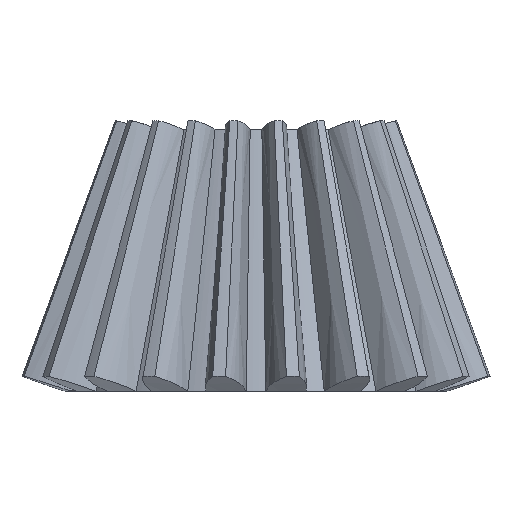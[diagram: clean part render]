
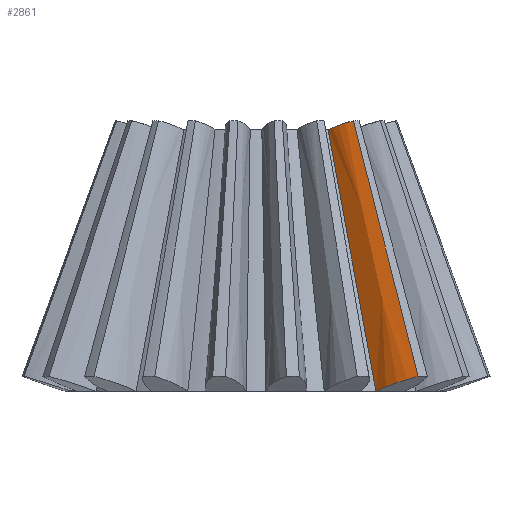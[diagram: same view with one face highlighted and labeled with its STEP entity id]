
A CAD part, front view. The second image highlights one B-rep face of the part: STEP entity #2861.
In plain terms, the highlighted free-form (B-spline) face has degree [3, 3] with [6, 4] control points.
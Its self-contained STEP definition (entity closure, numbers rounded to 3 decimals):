
#504=CARTESIAN_POINT('',(16.706,-20.68,-91.138));
#505=VERTEX_POINT('',#504);
#513=CARTESIAN_POINT('',(10.031,-12.419,-54.729));
#514=VERTEX_POINT('',#513);
#515=CARTESIAN_POINT('',(16.706,-20.68,-91.138));
#516=CARTESIAN_POINT('',(15.584,-19.291,-85.017));
#517=CARTESIAN_POINT('',(14.461,-17.902,-78.895));
#518=CARTESIAN_POINT('',(12.236,-15.149,-66.758));
#519=CARTESIAN_POINT('',(11.133,-13.784,-60.743));
#520=CARTESIAN_POINT('',(10.031,-12.419,-54.729));
#521=B_SPLINE_CURVE_WITH_KNOTS('',3,(#515,#516,#517,#518,#519,#520),.UNSPECIFIED.,.F.,.U.,(4,2,4),(0.,19.131,37.927),.UNSPECIFIED.);
#522=EDGE_CURVE('',#505,#514,#521,.T.);
#2798=CARTESIAN_POINT('',(16.229,-20.141,-91.389));
#2799=CARTESIAN_POINT('',(14.054,-17.442,-79.11));
#2800=CARTESIAN_POINT('',(11.88,-14.743,-66.831));
#2801=CARTESIAN_POINT('',(9.705,-12.045,-54.552));
#2802=CARTESIAN_POINT('',(17.279,-21.411,-90.84));
#2803=CARTESIAN_POINT('',(14.964,-18.542,-78.635));
#2804=CARTESIAN_POINT('',(12.649,-15.673,-66.43));
#2805=CARTESIAN_POINT('',(10.333,-12.805,-54.224));
#2806=CARTESIAN_POINT('',(18.63,-22.436,-90.3));
#2807=CARTESIAN_POINT('',(16.134,-19.429,-78.167));
#2808=CARTESIAN_POINT('',(13.637,-16.423,-66.034));
#2809=CARTESIAN_POINT('',(11.141,-13.417,-53.901));
#2810=CARTESIAN_POINT('',(21.678,-23.797,-89.335));
#2811=CARTESIAN_POINT('',(18.773,-20.608,-77.332));
#2812=CARTESIAN_POINT('',(15.869,-17.42,-65.328));
#2813=CARTESIAN_POINT('',(12.964,-14.231,-53.324));
#2814=CARTESIAN_POINT('',(23.373,-24.134,-88.912));
#2815=CARTESIAN_POINT('',(20.241,-20.9,-76.965));
#2816=CARTESIAN_POINT('',(17.11,-17.666,-65.018));
#2817=CARTESIAN_POINT('',(13.978,-14.432,-53.071));
#2818=CARTESIAN_POINT('',(25.08,-24.095,-88.589));
#2819=CARTESIAN_POINT('',(21.719,-20.866,-76.685));
#2820=CARTESIAN_POINT('',(18.359,-17.638,-64.781));
#2821=CARTESIAN_POINT('',(14.998,-14.409,-52.878));
#2822=B_SPLINE_SURFACE_WITH_KNOTS('',3,3,((#2798,#2799,#2800,#2801),(#2802,#2803,#2804,#2805),(#2806,#2807,#2808,#2809),(#2810,#2811,#2812,#2813),(#2814,#2815,#2816,#2817),(#2818,#2819,#2820,#2821)),.UNSPECIFIED.,.F.,.F.,.U.,(4,2,4),(4,4),(0.,0.5,1.),(0.,1.),.UNSPECIFIED.);
#2823=CARTESIAN_POINT('',(22.57,-23.863,-89.051));
#2824=VERTEX_POINT('',#2823);
#2825=CARTESIAN_POINT('',(16.706,-20.68,-91.138));
#2826=CARTESIAN_POINT('',(17.064,-21.057,-90.966));
#2827=CARTESIAN_POINT('',(17.45,-21.409,-90.794));
#2828=CARTESIAN_POINT('',(18.46,-22.203,-90.375));
#2829=CARTESIAN_POINT('',(19.11,-22.61,-90.132));
#2830=CARTESIAN_POINT('',(20.676,-23.373,-89.599));
#2831=CARTESIAN_POINT('',(21.608,-23.681,-89.316));
#2832=CARTESIAN_POINT('',(22.57,-23.863,-89.051));
#2833=B_SPLINE_CURVE_WITH_KNOTS('',3,(#2825,#2826,#2827,#2828,#2829,#2830,#2831,#2832),.UNSPECIFIED.,.F.,.U.,(4,2,2,4),(0.,1.646,4.055,7.111),.UNSPECIFIED.);
#2834=EDGE_CURVE('',#505,#2824,#2833,.T.);
#2835=ORIENTED_EDGE('E192',*,*,#2834,.T.);
#2836=CARTESIAN_POINT('',(13.536,-14.346,-53.475));
#2837=VERTEX_POINT('',#2836);
#2838=CARTESIAN_POINT('',(22.57,-23.863,-89.051));
#2839=CARTESIAN_POINT('',(21.079,-22.292,-83.179));
#2840=CARTESIAN_POINT('',(19.588,-20.721,-77.306));
#2841=CARTESIAN_POINT('',(16.576,-17.549,-65.447));
#2842=CARTESIAN_POINT('',(15.056,-15.947,-59.461));
#2843=CARTESIAN_POINT('',(13.536,-14.346,-53.475));
#2844=B_SPLINE_CURVE_WITH_KNOTS('',3,(#2838,#2839,#2840,#2841,#2842,#2843),.UNSPECIFIED.,.F.,.U.,(4,2,4),(0.,18.779,37.919),.UNSPECIFIED.);
#2845=EDGE_CURVE('',#2824,#2837,#2844,.T.);
#2846=ORIENTED_EDGE('E193',*,*,#2845,.T.);
#2847=CARTESIAN_POINT('',(13.536,-14.346,-53.475));
#2848=CARTESIAN_POINT('',(13.386,-14.317,-53.517));
#2849=CARTESIAN_POINT('',(13.238,-14.282,-53.559));
#2850=CARTESIAN_POINT('',(12.644,-14.123,-53.732));
#2851=CARTESIAN_POINT('',(12.212,-13.957,-53.868));
#2852=CARTESIAN_POINT('',(11.137,-13.409,-54.24));
#2853=CARTESIAN_POINT('',(10.538,-12.959,-54.482));
#2854=CARTESIAN_POINT('',(10.031,-12.419,-54.729));
#2855=B_SPLINE_CURVE_WITH_KNOTS('',3,(#2847,#2848,#2849,#2850,#2851,#2852,#2853,#2854),.UNSPECIFIED.,.F.,.U.,(4,2,2,4),(0.,0.476,1.918,4.268),.UNSPECIFIED.);
#2856=EDGE_CURVE('',#2837,#514,#2855,.T.);
#2857=ORIENTED_EDGE('E194',*,*,#2856,.T.);
#2858=ORIENTED_EDGE('E194',*,*,#522,.F.);
#2859=EDGE_LOOP('',(#2835,#2846,#2857,#2858));
#2860=FACE_OUTER_BOUND('',#2859,.T.);
#2861=ADVANCED_FACE('F63',(#2860),#2822,.T.);
